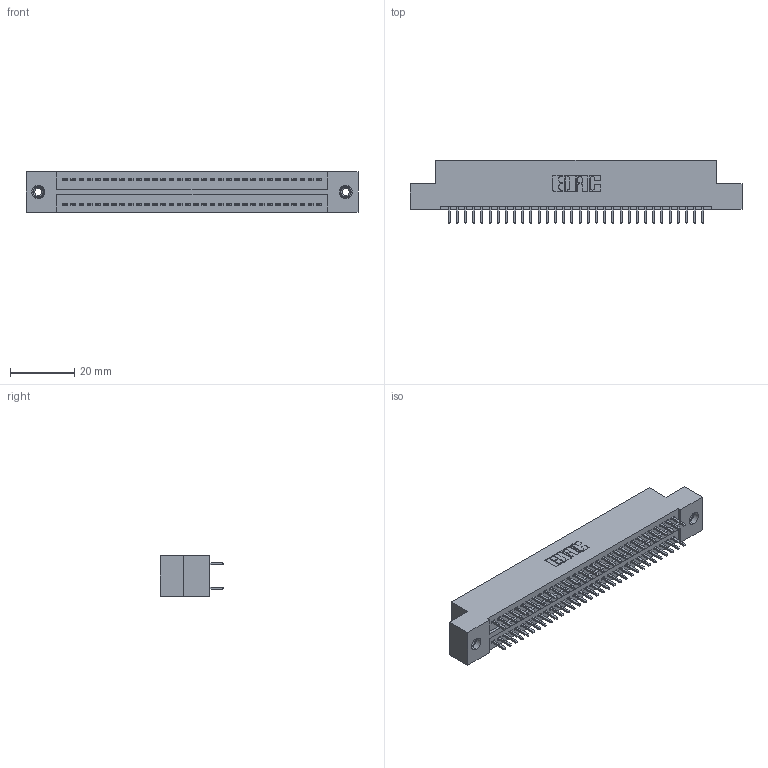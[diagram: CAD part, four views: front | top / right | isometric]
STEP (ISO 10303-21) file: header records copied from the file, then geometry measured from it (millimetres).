
FILE_DESCRIPTION (( 'STEP AP203' ), '1' );
FILE_NAME ('325-064-520-208.STEP', '2020-02-25T03:10:20', ( '' ), ( '' ), 'SwSTEP 2.0', 'SolidWorks 2016', '' );
FILE_SCHEMA (( 'CONFIG_CONTROL_DESIGN' ));
Length unit declared in the file: inch
Products named in the file (4): 325 Part_TI; 345-250-001_345-250-003-102; 325-064-520-208; 325-292-001_325-293-120
Assembly tree (67 placements, depth 2):
  325-064-520-208
    325 Part_TI
    325-292-001_325-293-120  x64
    345-250-001_345-250-003-102  x2
Bounding box: 103 x 19.68 x 12.45 mm (x, y, z)
Volume: 13190.6 mm3; surface area: 15612.7 mm2
Topology: 67 solids, 67 shells, 3502 faces, 10367 edges, 6818 vertices
Faces by surface type: plane 2406, cylinder 1080, cone 12, torus 4
Entity records: 23084 total; most frequent: CARTESIAN_POINT 3821, ORIENTED_EDGE 3750, DIRECTION 3313, EDGE_CURVE 1875, VECTOR 1727, LINE 1727, VERTEX_POINT 1244, AXIS2_PLACEMENT_3D 793
